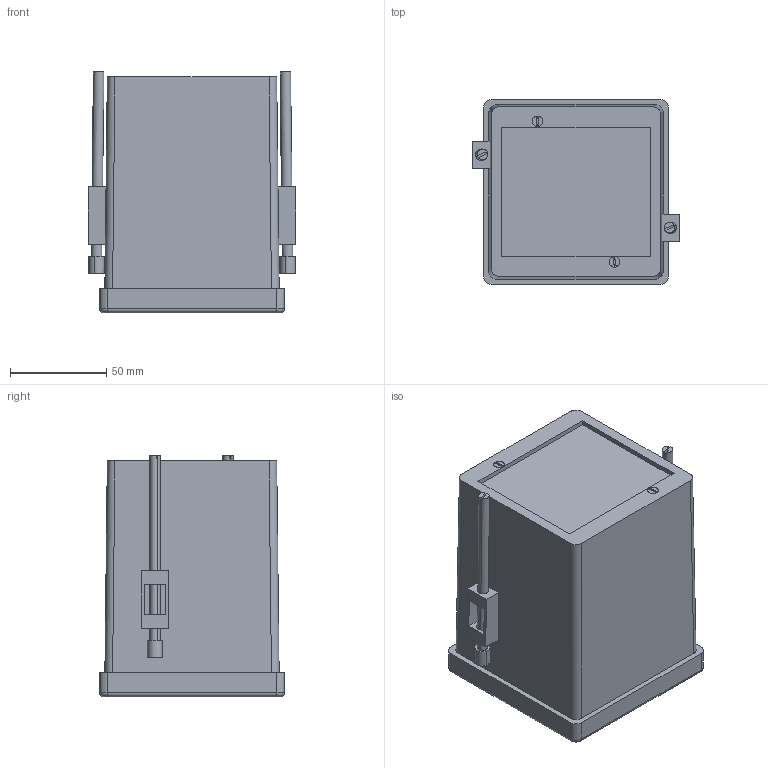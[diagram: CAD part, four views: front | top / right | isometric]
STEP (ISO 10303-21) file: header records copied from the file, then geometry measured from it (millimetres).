
FILE_DESCRIPTION (( 'STEP AP214' ), '1' );
FILE_NAME ('IC-110-03.STEP', '2022-01-17T14:23:22', ( '' ), ( '' ), 'SwSTEP 2.0', 'SolidWorks 2017', '' );
FILE_SCHEMA (( 'AUTOMOTIVE_DESIGN' ));
Length unit declared in the file: millimetre
Products named in the file (38): Screw-Countershank-Small; BP-96-00; Clamp-110; BrassInsert; Metal Plate MPL-110; Clamp-Plastic-1; Angels MAG-110; Front Plate FP-96-00; Clamp-Plastic-2; Case IC-110; Screw-Countershank; Clamp-Metal-110; IC-110-03; Back Plate BP-96-00
Assembly tree (24 placements, depth 3):
  Screw-Countershank-Small
  Screw-Countershank-Small
  Screw-Countershank-Small
  BrassInsert
  Metal Plate MPL-110
Bounding box: 107.98 x 96 x 125.48 mm (x, y, z)
Volume: 155444.3 mm3; surface area: 158809.5 mm2
Topology: 24 solids, 24 shells, 519 faces, 1274 edges, 828 vertices
Faces by surface type: plane 301, cylinder 170, cone 44, torus 4
Entity records: 10429 total; most frequent: CARTESIAN_POINT 1739, DIRECTION 1672, ORIENTED_EDGE 1568, EDGE_CURVE 784, AXIS2_PLACEMENT_3D 564, VECTOR 544, LINE 544, VERTEX_POINT 508
